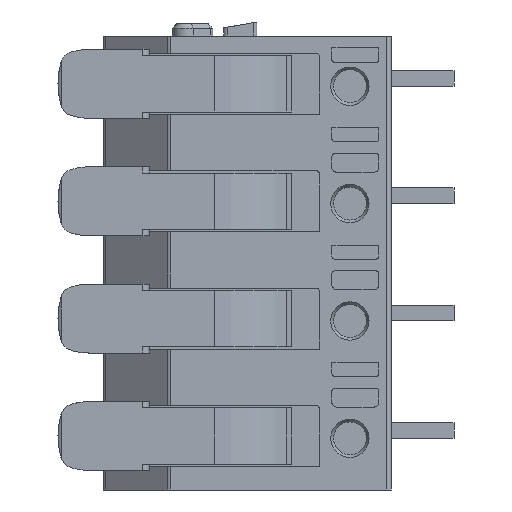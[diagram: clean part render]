
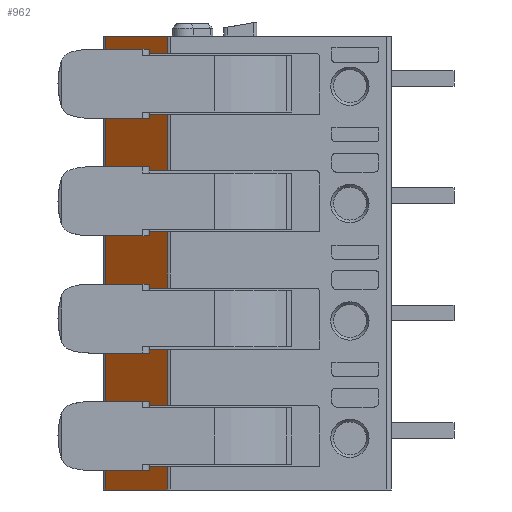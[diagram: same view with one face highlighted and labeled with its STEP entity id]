
A CAD part, left-side view. The second image highlights one B-rep face of the part: STEP entity #962.
In plain terms, the highlighted planar face has unit normal (-0.766, 0.643, 0).
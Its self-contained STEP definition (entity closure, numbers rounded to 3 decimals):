
#962 = ADVANCED_FACE( '', ( #2319 ), #2320, .F. );
#2319 = FACE_OUTER_BOUND( '', #4097, .T. );
#2320 = PLANE( '', #4098 );
#4097 = EDGE_LOOP( '', ( #6939, #6940, #6941, #6942, #6943, #6944, #6945, #6946, #6947, #6948, #6949, #6950, #6951, #6952, #6953, #6954, #6955, #6956, #6957, #6958 ) );
#4098 = AXIS2_PLACEMENT_3D( '', #6959, #6960, #6961 );
#6939 = ORIENTED_EDGE( '', *, *, #11629, .F. );
#6940 = ORIENTED_EDGE( '', *, *, #11630, .F. );
#6941 = ORIENTED_EDGE( '', *, *, #11426, .F. );
#6942 = ORIENTED_EDGE( '', *, *, #11631, .T. );
#6943 = ORIENTED_EDGE( '', *, *, #11632, .F. );
#6944 = ORIENTED_EDGE( '', *, *, #11633, .F. );
#6945 = ORIENTED_EDGE( '', *, *, #11468, .F. );
#6946 = ORIENTED_EDGE( '', *, *, #11634, .T. );
#6947 = ORIENTED_EDGE( '', *, *, #10799, .F. );
#6948 = ORIENTED_EDGE( '', *, *, #11635, .F. );
#6949 = ORIENTED_EDGE( '', *, *, #11636, .F. );
#6950 = ORIENTED_EDGE( '', *, *, #11637, .T. );
#6951 = ORIENTED_EDGE( '', *, *, #11638, .T. );
#6952 = ORIENTED_EDGE( '', *, *, #10789, .F. );
#6953 = ORIENTED_EDGE( '', *, *, #11395, .F. );
#6954 = ORIENTED_EDGE( '', *, *, #11639, .T. );
#6955 = ORIENTED_EDGE( '', *, *, #11640, .F. );
#6956 = ORIENTED_EDGE( '', *, *, #11641, .F. );
#6957 = ORIENTED_EDGE( '', *, *, #11642, .F. );
#6958 = ORIENTED_EDGE( '', *, *, #11643, .T. );
#6959 = CARTESIAN_POINT( '', ( -9.69, 18.293, 27.5 ) );
#6960 = DIRECTION( '', ( 0.766, -0.643, 0. ) );
#6961 = DIRECTION( '', ( 0.643, 0.766, 0. ) );
#10789 = EDGE_CURVE( '', #12974, #12977, #12978, .T. );
#10799 = EDGE_CURVE( '', #12993, #12995, #12996, .T. );
#11395 = EDGE_CURVE( '', #14016, #12974, #14018, .T. );
#11426 = EDGE_CURVE( '', #14066, #14062, #14068, .T. );
#11468 = EDGE_CURVE( '', #14129, #14125, #14131, .T. );
#11629 = EDGE_CURVE( '', #14378, #14379, #14380, .T. );
#11630 = EDGE_CURVE( '', #14062, #14378, #14381, .T. );
#11631 = EDGE_CURVE( '', #14066, #14382, #14383, .T. );
#11632 = EDGE_CURVE( '', #14384, #14382, #14385, .T. );
#11633 = EDGE_CURVE( '', #14125, #14384, #14386, .T. );
#11634 = EDGE_CURVE( '', #14129, #12995, #14387, .T. );
#11635 = EDGE_CURVE( '', #14388, #12993, #14389, .T. );
#11636 = EDGE_CURVE( '', #14390, #14388, #14391, .T. );
#11637 = EDGE_CURVE( '', #14390, #14392, #14393, .T. );
#11638 = EDGE_CURVE( '', #14392, #12977, #14394, .T. );
#11639 = EDGE_CURVE( '', #14016, #14395, #14396, .T. );
#11640 = EDGE_CURVE( '', #14397, #14395, #14398, .T. );
#11641 = EDGE_CURVE( '', #14399, #14397, #14400, .T. );
#11642 = EDGE_CURVE( '', #14401, #14399, #14402, .T. );
#11643 = EDGE_CURVE( '', #14401, #14379, #14403, .T. );
#12974 = VERTEX_POINT( '', #16148 );
#12977 = VERTEX_POINT( '', #16151 );
#12978 = LINE( '', #16152, #16153 );
#12993 = VERTEX_POINT( '', #16171 );
#12995 = VERTEX_POINT( '', #16173 );
#12996 = LINE( '', #16174, #16175 );
#14016 = VERTEX_POINT( '', #17623 );
#14018 = LINE( '', #17626, #17627 );
#14062 = VERTEX_POINT( '', #17699 );
#14066 = VERTEX_POINT( '', #17704 );
#14068 = LINE( '', #17707, #17708 );
#14125 = VERTEX_POINT( '', #17790 );
#14129 = VERTEX_POINT( '', #17795 );
#14131 = LINE( '', #17798, #17799 );
#14378 = VERTEX_POINT( '', #18176 );
#14379 = VERTEX_POINT( '', #18177 );
#14380 = LINE( '', #18178, #18179 );
#14381 = LINE( '', #18180, #18181 );
#14382 = VERTEX_POINT( '', #18182 );
#14383 = LINE( '', #18183, #18184 );
#14384 = VERTEX_POINT( '', #18185 );
#14385 = LINE( '', #18186, #18187 );
#14386 = LINE( '', #18188, #18189 );
#14387 = LINE( '', #18190, #18191 );
#14388 = VERTEX_POINT( '', #18192 );
#14389 = LINE( '', #18193, #18194 );
#14390 = VERTEX_POINT( '', #18195 );
#14391 = LINE( '', #18196, #18197 );
#14392 = VERTEX_POINT( '', #18198 );
#14393 = LINE( '', #18199, #18200 );
#14394 = LINE( '', #18201, #18202 );
#14395 = VERTEX_POINT( '', #18203 );
#14396 = LINE( '', #18204, #18205 );
#14397 = VERTEX_POINT( '', #18206 );
#14398 = LINE( '', #18207, #18208 );
#14399 = VERTEX_POINT( '', #18209 );
#14400 = LINE( '', #18210, #18211 );
#14401 = VERTEX_POINT( '', #18212 );
#14402 = LINE( '', #18213, #18214 );
#14403 = LINE( '', #18215, #18216 );
#16148 = CARTESIAN_POINT( '', ( -13.03, 14.313, 0. ) );
#16151 = CARTESIAN_POINT( '', ( -13.03, 14.313, -1.5 ) );
#16152 = CARTESIAN_POINT( '', ( -13.03, 14.313, 27.5 ) );
#16153 = VECTOR( '', #20459, 1000. );
#16171 = CARTESIAN_POINT( '', ( -13.03, 14.313, 26.4 ) );
#16173 = CARTESIAN_POINT( '', ( -10.6, 17.208, 26.4 ) );
#16174 = CARTESIAN_POINT( '', ( -9.69, 18.293, 26.4 ) );
#16175 = VECTOR( '', #20475, 1000. );
#17623 = CARTESIAN_POINT( '', ( -10.6, 17.208, 0. ) );
#17626 = CARTESIAN_POINT( '', ( -9.69, 18.293, 0. ) );
#17627 = VECTOR( '', #21218, 1000. );
#17699 = CARTESIAN_POINT( '', ( -13.03, 14.313, 15. ) );
#17704 = CARTESIAN_POINT( '', ( -10.6, 17.208, 15. ) );
#17707 = CARTESIAN_POINT( '', ( -9.69, 18.293, 15. ) );
#17708 = VECTOR( '', #21253, 1000. );
#17790 = CARTESIAN_POINT( '', ( -13.03, 14.313, 22.5 ) );
#17795 = CARTESIAN_POINT( '', ( -10.6, 17.208, 22.5 ) );
#17798 = CARTESIAN_POINT( '', ( -9.69, 18.293, 22.5 ) );
#17799 = VECTOR( '', #21296, 1000. );
#18176 = CARTESIAN_POINT( '', ( -13.03, 14.313, 11.4 ) );
#18177 = CARTESIAN_POINT( '', ( -10.6, 17.208, 11.4 ) );
#18178 = CARTESIAN_POINT( '', ( -9.69, 18.293, 11.4 ) );
#18179 = VECTOR( '', #21488, 1000. );
#18180 = CARTESIAN_POINT( '', ( -13.03, 14.313, 27.5 ) );
#18181 = VECTOR( '', #21489, 1000. );
#18182 = CARTESIAN_POINT( '', ( -10.6, 17.208, 18.9 ) );
#18183 = CARTESIAN_POINT( '', ( -10.6, 17.208, 27.5 ) );
#18184 = VECTOR( '', #21490, 1000. );
#18185 = CARTESIAN_POINT( '', ( -13.03, 14.313, 18.9 ) );
#18186 = CARTESIAN_POINT( '', ( -9.69, 18.293, 18.9 ) );
#18187 = VECTOR( '', #21491, 1000. );
#18188 = CARTESIAN_POINT( '', ( -13.03, 14.313, 27.5 ) );
#18189 = VECTOR( '', #21492, 1000. );
#18190 = CARTESIAN_POINT( '', ( -10.6, 17.208, 27.5 ) );
#18191 = VECTOR( '', #21493, 1000. );
#18192 = CARTESIAN_POINT( '', ( -13.03, 14.313, 27.5 ) );
#18193 = CARTESIAN_POINT( '', ( -13.03, 14.313, 27.5 ) );
#18194 = VECTOR( '', #21494, 1000. );
#18195 = CARTESIAN_POINT( '', ( -9.69, 18.293, 27.5 ) );
#18196 = CARTESIAN_POINT( '', ( -9.69, 18.293, 27.5 ) );
#18197 = VECTOR( '', #21495, 1000. );
#18198 = CARTESIAN_POINT( '', ( -9.69, 18.293, -1.5 ) );
#18199 = CARTESIAN_POINT( '', ( -9.69, 18.293, 27.5 ) );
#18200 = VECTOR( '', #21496, 1000. );
#18201 = CARTESIAN_POINT( '', ( -9.69, 18.293, -1.5 ) );
#18202 = VECTOR( '', #21497, 1000. );
#18203 = CARTESIAN_POINT( '', ( -10.6, 17.208, 3.9 ) );
#18204 = CARTESIAN_POINT( '', ( -10.6, 17.208, 27.5 ) );
#18205 = VECTOR( '', #21498, 1000. );
#18206 = CARTESIAN_POINT( '', ( -13.03, 14.313, 3.9 ) );
#18207 = CARTESIAN_POINT( '', ( -9.69, 18.293, 3.9 ) );
#18208 = VECTOR( '', #21499, 1000. );
#18209 = CARTESIAN_POINT( '', ( -13.03, 14.313, 7.5 ) );
#18210 = CARTESIAN_POINT( '', ( -13.03, 14.313, 27.5 ) );
#18211 = VECTOR( '', #21500, 1000. );
#18212 = CARTESIAN_POINT( '', ( -10.6, 17.208, 7.5 ) );
#18213 = CARTESIAN_POINT( '', ( -9.69, 18.293, 7.5 ) );
#18214 = VECTOR( '', #21501, 1000. );
#18215 = CARTESIAN_POINT( '', ( -10.6, 17.208, 27.5 ) );
#18216 = VECTOR( '', #21502, 1000. );
#20459 = DIRECTION( '', ( 0., 0., -1. ) );
#20475 = DIRECTION( '', ( 0.643, 0.766, 0. ) );
#21218 = DIRECTION( '', ( -0.643, -0.766, 0. ) );
#21253 = DIRECTION( '', ( -0.643, -0.766, 0. ) );
#21296 = DIRECTION( '', ( -0.643, -0.766, 0. ) );
#21488 = DIRECTION( '', ( 0.643, 0.766, 0. ) );
#21489 = DIRECTION( '', ( 0., 0., -1. ) );
#21490 = DIRECTION( '', ( 0., 0., 1. ) );
#21491 = DIRECTION( '', ( 0.643, 0.766, 0. ) );
#21492 = DIRECTION( '', ( 0., 0., -1. ) );
#21493 = DIRECTION( '', ( 0., 0., 1. ) );
#21494 = DIRECTION( '', ( 0., 0., -1. ) );
#21495 = DIRECTION( '', ( -0.643, -0.766, 0. ) );
#21496 = DIRECTION( '', ( 0., 0., -1. ) );
#21497 = DIRECTION( '', ( -0.643, -0.766, 0. ) );
#21498 = DIRECTION( '', ( 0., 0., 1. ) );
#21499 = DIRECTION( '', ( 0.643, 0.766, 0. ) );
#21500 = DIRECTION( '', ( 0., 0., -1. ) );
#21501 = DIRECTION( '', ( -0.643, -0.766, 0. ) );
#21502 = DIRECTION( '', ( 0., 0., 1. ) );
